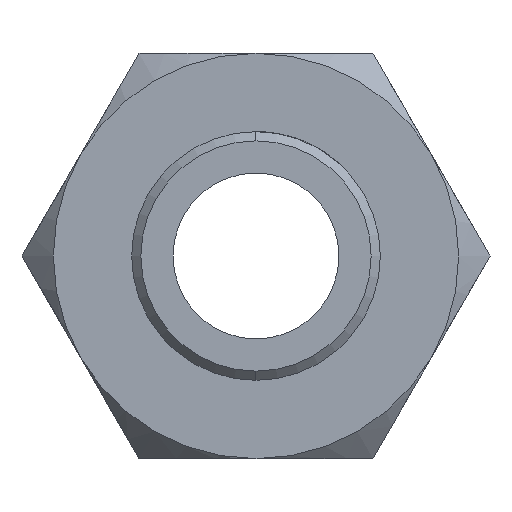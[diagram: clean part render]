
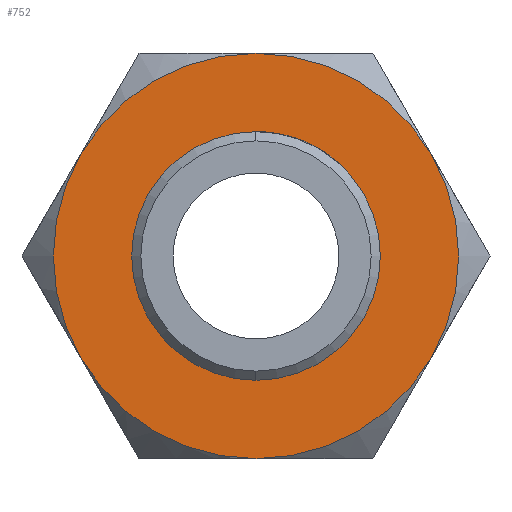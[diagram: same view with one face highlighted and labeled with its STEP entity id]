
A CAD part, left-side view. The second image highlights one B-rep face of the part: STEP entity #752.
In plain terms, the highlighted planar face has unit normal (-1, 0, 0).
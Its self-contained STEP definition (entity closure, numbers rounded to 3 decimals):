
#131 = DIRECTION ( 'NONE',  ( 0., 0., 1. ) ) ;
#289 = CARTESIAN_POINT ( 'NONE',  ( 23., 0., 6.75 ) ) ;
#348 = DIRECTION ( 'NONE',  ( 0., 0., -1. ) ) ;
#353 = DIRECTION ( 'NONE',  ( 0., 0., 1. ) ) ;
#537 = EDGE_LOOP ( 'NONE', ( #5399, #1041, #3994, #2857, #2867, #2814 ) ) ;
#569 = AXIS2_PLACEMENT_3D ( 'NONE', #2783, #743, #7081 ) ;
#600 = EDGE_CURVE ( 'NONE', #8462, #6093, #4475, .T. ) ;
#643 = EDGE_CURVE ( 'NONE', #4187, #1557, #5475, .T. ) ;
#743 = DIRECTION ( 'NONE',  ( 1., 0., 0. ) ) ;
#752 = ADVANCED_FACE ( 'NONE', ( #3375, #8212 ), #6851, .F. ) ;
#1031 = AXIS2_PLACEMENT_3D ( 'NONE', #8279, #6152, #131 ) ;
#1041 = ORIENTED_EDGE ( 'NONE', *, *, #1731, .F. ) ;
#1156 = AXIS2_PLACEMENT_3D ( 'NONE', #5099, #7136, #348 ) ;
#1164 = CIRCLE ( 'NONE', #8523, 11. ) ;
#1170 = CIRCLE ( 'NONE', #5778, 11. ) ;
#1376 = CARTESIAN_POINT ( 'NONE',  ( 23., 0., 0. ) ) ;
#1557 = VERTEX_POINT ( 'NONE', #8715 ) ;
#1595 = AXIS2_PLACEMENT_3D ( 'NONE', #3879, #8583, #3836 ) ;
#1613 = CARTESIAN_POINT ( 'NONE',  ( 23., 0., 0. ) ) ;
#1622 = CIRCLE ( 'NONE', #3636, 11. ) ;
#1731 = EDGE_CURVE ( 'NONE', #6093, #6288, #1164, .T. ) ;
#2066 = CARTESIAN_POINT ( 'NONE',  ( 23., 0., 0. ) ) ;
#2243 = DIRECTION ( 'NONE',  ( 0., 0., -1. ) ) ;
#2301 = DIRECTION ( 'NONE',  ( -1., 0., 0. ) ) ;
#2467 = CIRCLE ( 'NONE', #5933, 11. ) ;
#2783 = CARTESIAN_POINT ( 'NONE',  ( 23., 0., 0. ) ) ;
#2814 = ORIENTED_EDGE ( 'NONE', *, *, #643, .F. ) ;
#2857 = ORIENTED_EDGE ( 'NONE', *, *, #5870, .F. ) ;
#2867 = ORIENTED_EDGE ( 'NONE', *, *, #5019, .T. ) ;
#3128 = DIRECTION ( 'NONE',  ( -1., 0., 0. ) ) ;
#3238 = CARTESIAN_POINT ( 'NONE',  ( 23., -9.526, -5.5 ) ) ;
#3285 = CARTESIAN_POINT ( 'NONE',  ( 23., 9.526, -5.5 ) ) ;
#3374 = DIRECTION ( 'NONE',  ( 0., 0., -1. ) ) ;
#3375 = FACE_BOUND ( 'NONE', #7221, .T. ) ;
#3526 = CARTESIAN_POINT ( 'NONE',  ( 23., -9.526, 5.5 ) ) ;
#3550 = DIRECTION ( 'NONE',  ( 1., 0., 0. ) ) ;
#3628 = CIRCLE ( 'NONE', #1031, 6.75 ) ;
#3636 = AXIS2_PLACEMENT_3D ( 'NONE', #1613, #4227, #4952 ) ;
#3812 = CARTESIAN_POINT ( 'NONE',  ( 23., 0., 0. ) ) ;
#3836 = DIRECTION ( 'NONE',  ( 0., 0., -1. ) ) ;
#3879 = CARTESIAN_POINT ( 'NONE',  ( 23., 0., 0. ) ) ;
#3994 = ORIENTED_EDGE ( 'NONE', *, *, #600, .F. ) ;
#4141 = CARTESIAN_POINT ( 'NONE',  ( 23., 0., 11. ) ) ;
#4187 = VERTEX_POINT ( 'NONE', #3285 ) ;
#4227 = DIRECTION ( 'NONE',  ( 1., 0., 0. ) ) ;
#4448 = CARTESIAN_POINT ( 'NONE',  ( 23., 0., -11. ) ) ;
#4475 = CIRCLE ( 'NONE', #1156, 11. ) ;
#4786 = AXIS2_PLACEMENT_3D ( 'NONE', #6957, #2301, #353 ) ;
#4952 = DIRECTION ( 'NONE',  ( 0., 0., -1. ) ) ;
#5019 = EDGE_CURVE ( 'NONE', #5419, #1557, #1170, .T. ) ;
#5099 = CARTESIAN_POINT ( 'NONE',  ( 23., 0., 0. ) ) ;
#5399 = ORIENTED_EDGE ( 'NONE', *, *, #8034, .F. ) ;
#5419 = VERTEX_POINT ( 'NONE', #4141 ) ;
#5475 = CIRCLE ( 'NONE', #1595, 11. ) ;
#5663 = ORIENTED_EDGE ( 'NONE', *, *, #7576, .F. ) ;
#5778 = AXIS2_PLACEMENT_3D ( 'NONE', #3812, #3128, #8645 ) ;
#5870 = EDGE_CURVE ( 'NONE', #5419, #8462, #2467, .T. ) ;
#5933 = AXIS2_PLACEMENT_3D ( 'NONE', #2066, #3550, #2243 ) ;
#6056 = VERTEX_POINT ( 'NONE', #289 ) ;
#6093 = VERTEX_POINT ( 'NONE', #3238 ) ;
#6152 = DIRECTION ( 'NONE',  ( -1., 0., 0. ) ) ;
#6288 = VERTEX_POINT ( 'NONE', #4448 ) ;
#6850 = DIRECTION ( 'NONE',  ( 1., 0., 0. ) ) ;
#6851 = PLANE ( 'NONE',  #569 ) ;
#6957 = CARTESIAN_POINT ( 'NONE',  ( 23., 0., 0. ) ) ;
#7081 = DIRECTION ( 'NONE',  ( 0., 0., -1. ) ) ;
#7101 = CIRCLE ( 'NONE', #4786, 6.75 ) ;
#7136 = DIRECTION ( 'NONE',  ( 1., 0., 0. ) ) ;
#7201 = EDGE_CURVE ( 'NONE', #6056, #7284, #3628, .T. ) ;
#7221 = EDGE_LOOP ( 'NONE', ( #8262, #5663 ) ) ;
#7284 = VERTEX_POINT ( 'NONE', #7921 ) ;
#7576 = EDGE_CURVE ( 'NONE', #7284, #6056, #7101, .T. ) ;
#7921 = CARTESIAN_POINT ( 'NONE',  ( 23., 0., -6.75 ) ) ;
#8034 = EDGE_CURVE ( 'NONE', #6288, #4187, #1622, .T. ) ;
#8212 = FACE_OUTER_BOUND ( 'NONE', #537, .T. ) ;
#8262 = ORIENTED_EDGE ( 'NONE', *, *, #7201, .F. ) ;
#8279 = CARTESIAN_POINT ( 'NONE',  ( 23., 0., 0. ) ) ;
#8462 = VERTEX_POINT ( 'NONE', #3526 ) ;
#8523 = AXIS2_PLACEMENT_3D ( 'NONE', #1376, #6850, #3374 ) ;
#8583 = DIRECTION ( 'NONE',  ( 1., 0., 0. ) ) ;
#8645 = DIRECTION ( 'NONE',  ( 0., 0., 1. ) ) ;
#8715 = CARTESIAN_POINT ( 'NONE',  ( 23., 9.526, 5.5 ) ) ;
